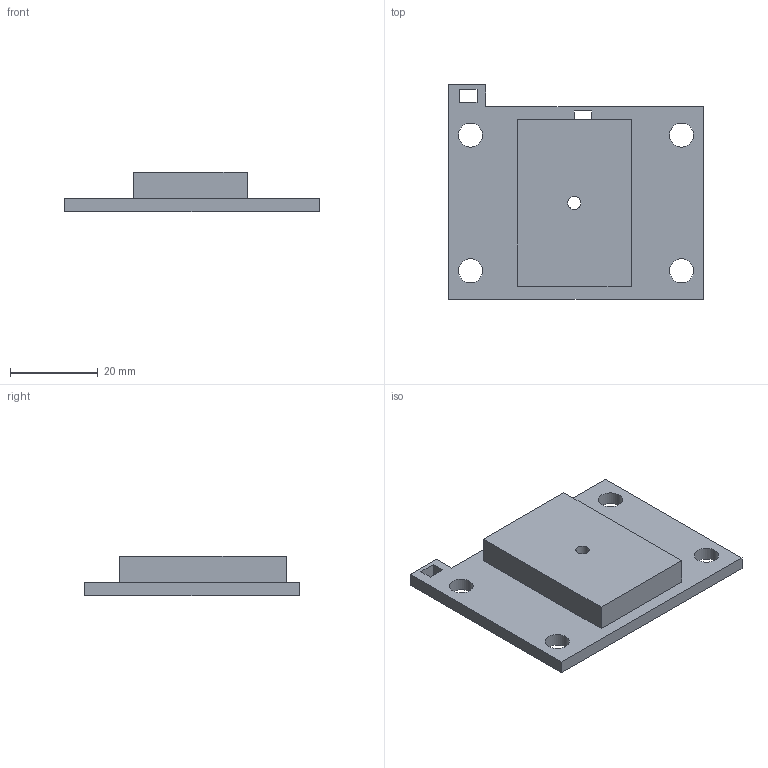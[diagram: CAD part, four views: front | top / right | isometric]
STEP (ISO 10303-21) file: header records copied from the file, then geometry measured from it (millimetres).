
FILE_DESCRIPTION(/* description */ (''),/* implementation_level */ '2;1');
FILE_NAME(/* name */ 'Claw top string plate.step',/* time_stamp */ '2023-06-27T16:06:00-05:00',/* author */ (''),/* organization */ (''),/* preprocessor_version */ 'ST-DEVELOPER v19.2',/* originating_system */ 'Autodesk Translation Framework v12.6.0.85',/* authorisation */ '');
FILE_SCHEMA (('AUTOMOTIVE_DESIGN { 1 0 10303 214 3 1 1 }'));
Length unit declared in the file: millimetre
Products named in the file (1): Candy Claw 3D render
Bounding box: 58.2 x 49 x 9 mm (x, y, z)
Volume: 13329.2 mm3; surface area: 6743.8 mm2
Topology: 1 solids, 1 shells, 25 faces, 69 edges, 46 vertices
Faces by surface type: plane 20, cylinder 5
Full cylindrical faces by diameter (mm): 3 x1, 5.5 x4
Entity records: 843 total; most frequent: CARTESIAN_POINT 141, ORIENTED_EDGE 138, DIRECTION 131, EDGE_CURVE 69, LINE 59, VECTOR 59, VERTEX_POINT 46, EDGE_LOOP 39
